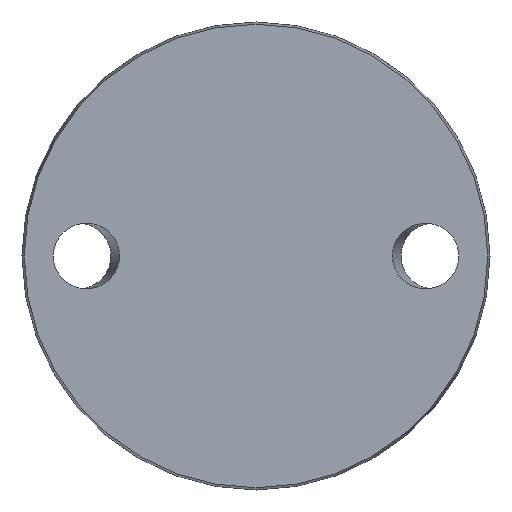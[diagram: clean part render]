
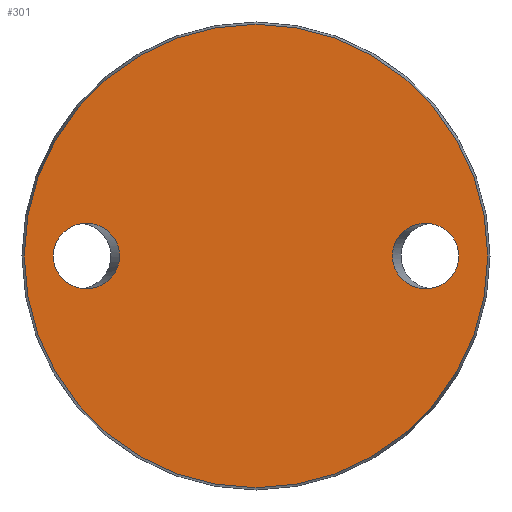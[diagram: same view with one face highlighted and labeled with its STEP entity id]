
A CAD part, front view. The second image highlights one B-rep face of the part: STEP entity #301.
In plain terms, the highlighted planar face has unit normal (0, -1, 0).
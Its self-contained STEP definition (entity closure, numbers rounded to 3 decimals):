
#1 = EDGE_CURVE ( 'NONE', #294, #294, #389, .T. ) ;
#29 = DIRECTION ( 'NONE',  ( 0., 1., 0. ) ) ;
#42 = CARTESIAN_POINT ( 'NONE',  ( -51.115, 0., 0. ) ) ;
#67 = EDGE_LOOP ( 'NONE', ( #618 ) ) ;
#88 = CARTESIAN_POINT ( 'NONE',  ( 51.115, 0., 16.5 ) ) ;
#99 = CARTESIAN_POINT ( 'NONE',  ( -51.115, 0., 16.5 ) ) ;
#143 = CARTESIAN_POINT ( 'NONE',  ( -58.425, 0., 0. ) ) ;
#144 = ORIENTED_EDGE ( 'NONE', *, *, #774, .T. ) ;
#148 = PLANE ( 'NONE',  #650 ) ;
#203 = DIRECTION ( 'NONE',  ( 0., 0., -1. ) ) ;
#209 = CARTESIAN_POINT ( 'NONE',  ( 51.115, 0., 0. ) ) ;
#236 = CARTESIAN_POINT ( 'NONE',  ( -34.385, 0., 0. ) ) ;
#243 = EDGE_CURVE ( 'NONE', #720, #720, #560, .T. ) ;
#271 = CARTESIAN_POINT ( 'NONE',  ( 51.115, 0., 0. ) ) ;
#286 = FACE_BOUND ( 'NONE', #379, .T. ) ;
#294 = VERTEX_POINT ( 'NONE', #656 ) ;
#298 = CARTESIAN_POINT ( 'NONE',  ( 0., 0., -58.425 ) ) ;
#301 = ADVANCED_FACE ( 'NONE', ( #286, #693, #708 ), #148, .F. ) ;
#325 = EDGE_LOOP ( 'NONE', ( #771 ) ) ;
#379 = EDGE_LOOP ( 'NONE', ( #144 ) ) ;
#389 =( BOUNDED_CURVE ( )  B_SPLINE_CURVE ( 3, ( #271, #457, #715, #514, #757, #88, #209 ),
 .UNSPECIFIED., .T., .F. ) 
 B_SPLINE_CURVE_WITH_KNOTS ( ( 4, 3, 4 ),
 ( 0., 3.142, 6.283 ),
 .UNSPECIFIED. ) 
 CURVE ( )  GEOMETRIC_REPRESENTATION_ITEM ( )  RATIONAL_B_SPLINE_CURVE ( ( 1., 0.333, 0.333, 1., 0.333, 0.333, 1. ) ) 
 REPRESENTATION_ITEM ( '' )  );
#398 =( BOUNDED_CURVE ( )  B_SPLINE_CURVE ( 3, ( #42, #99, #775, #236, #542, #787, #665 ),
 .UNSPECIFIED., .T., .F. ) 
 B_SPLINE_CURVE_WITH_KNOTS ( ( 4, 3, 4 ),
 ( 0., 3.142, 6.283 ),
 .UNSPECIFIED. ) 
 CURVE ( )  GEOMETRIC_REPRESENTATION_ITEM ( )  RATIONAL_B_SPLINE_CURVE ( ( 1., 0.333, 0.333, 1., 0.333, 0.333, 1. ) ) 
 REPRESENTATION_ITEM ( '' )  );
#413 = VERTEX_POINT ( 'NONE', #653 ) ;
#457 = CARTESIAN_POINT ( 'NONE',  ( 51.115, 0., -16.5 ) ) ;
#514 = CARTESIAN_POINT ( 'NONE',  ( 34.385, 0., 0. ) ) ;
#542 = CARTESIAN_POINT ( 'NONE',  ( -34.385, 0., -16.5 ) ) ;
#560 = CIRCLE ( 'NONE', #750, 58.425 ) ;
#585 = CARTESIAN_POINT ( 'NONE',  ( 0., 0., 0. ) ) ;
#618 = ORIENTED_EDGE ( 'NONE', *, *, #1, .T. ) ;
#642 = DIRECTION ( 'NONE',  ( 0., 0., 1. ) ) ;
#646 = DIRECTION ( 'NONE',  ( 0., -1., 0. ) ) ;
#650 = AXIS2_PLACEMENT_3D ( 'NONE', #143, #29, #642 ) ;
#653 = CARTESIAN_POINT ( 'NONE',  ( -51.115, 0., 0. ) ) ;
#656 = CARTESIAN_POINT ( 'NONE',  ( 51.115, 0., 0. ) ) ;
#665 = CARTESIAN_POINT ( 'NONE',  ( -51.115, 0., 0. ) ) ;
#693 = FACE_BOUND ( 'NONE', #67, .T. ) ;
#708 = FACE_OUTER_BOUND ( 'NONE', #325, .T. ) ;
#715 = CARTESIAN_POINT ( 'NONE',  ( 34.385, 0., -16.5 ) ) ;
#720 = VERTEX_POINT ( 'NONE', #298 ) ;
#750 = AXIS2_PLACEMENT_3D ( 'NONE', #585, #646, #203 ) ;
#757 = CARTESIAN_POINT ( 'NONE',  ( 34.385, 0., 16.5 ) ) ;
#771 = ORIENTED_EDGE ( 'NONE', *, *, #243, .T. ) ;
#774 = EDGE_CURVE ( 'NONE', #413, #413, #398, .T. ) ;
#775 = CARTESIAN_POINT ( 'NONE',  ( -34.385, 0., 16.5 ) ) ;
#787 = CARTESIAN_POINT ( 'NONE',  ( -51.115, 0., -16.5 ) ) ;
